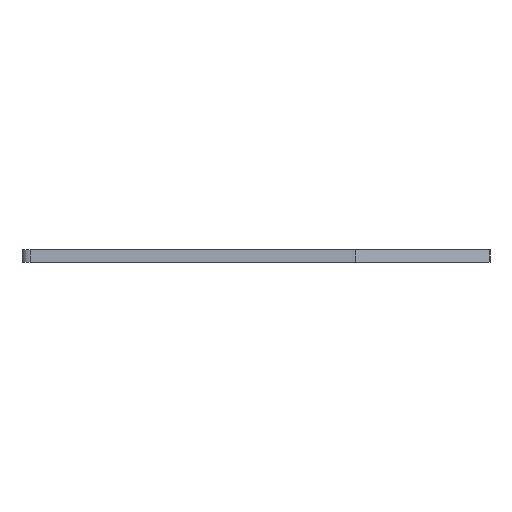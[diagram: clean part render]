
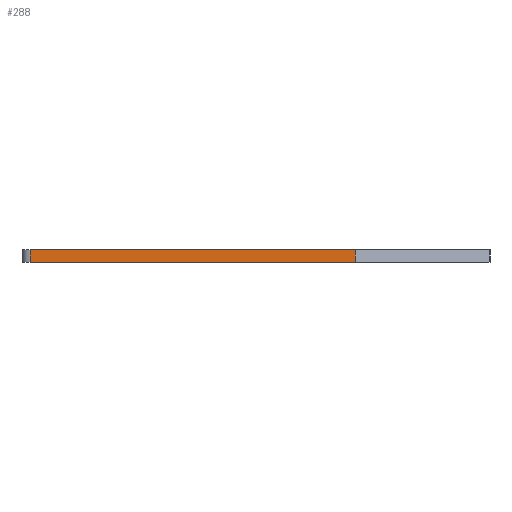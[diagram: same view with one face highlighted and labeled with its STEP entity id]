
A CAD part, left-side view. The second image highlights one B-rep face of the part: STEP entity #288.
In plain terms, the highlighted planar face has unit normal (-1, 0, 0).
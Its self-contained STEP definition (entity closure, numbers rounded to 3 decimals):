
#209 = EDGE_CURVE ( 'NONE', #1302, #1920, #1169, .T. ) ;
#257 = VERTEX_POINT ( 'NONE', #2336 ) ;
#288 = ADVANCED_FACE ( 'NONE', ( #1037 ), #1240, .F. ) ;
#291 = ORIENTED_EDGE ( 'NONE', *, *, #1265, .F. ) ;
#313 = VECTOR ( 'NONE', #1137, 1000. ) ;
#320 = CARTESIAN_POINT ( 'NONE',  ( -26.303, 46.381, 3. ) ) ;
#589 = ORIENTED_EDGE ( 'NONE', *, *, #209, .T. ) ;
#622 = LINE ( 'NONE', #819, #1777 ) ;
#684 = DIRECTION ( 'NONE',  ( 1., 0., 0. ) ) ;
#819 = CARTESIAN_POINT ( 'NONE',  ( -26.303, 46.381, 0. ) ) ;
#868 = CARTESIAN_POINT ( 'NONE',  ( -26.303, -35.437, 10. ) ) ;
#941 = CARTESIAN_POINT ( 'NONE',  ( -26.303, 44.381, 3. ) ) ;
#984 = ORIENTED_EDGE ( 'NONE', *, *, #1769, .T. ) ;
#1037 = FACE_OUTER_BOUND ( 'NONE', #2343, .T. ) ;
#1043 = DIRECTION ( 'NONE',  ( 0., -1., 0. ) ) ;
#1137 = DIRECTION ( 'NONE',  ( 0., -1., 0. ) ) ;
#1169 = LINE ( 'NONE', #1556, #1897 ) ;
#1178 = ORIENTED_EDGE ( 'NONE', *, *, #1888, .F. ) ;
#1240 = PLANE ( 'NONE',  #1490 ) ;
#1265 = EDGE_CURVE ( 'NONE', #1302, #257, #1476, .T. ) ;
#1302 = VERTEX_POINT ( 'NONE', #941 ) ;
#1320 = CARTESIAN_POINT ( 'NONE',  ( -26.303, -35.437, 0. ) ) ;
#1476 = LINE ( 'NONE', #1812, #313 ) ;
#1490 = AXIS2_PLACEMENT_3D ( 'NONE', #320, #684, #1765 ) ;
#1556 = CARTESIAN_POINT ( 'NONE',  ( -26.303, 44.381, 3. ) ) ;
#1608 = LINE ( 'NONE', #868, #1780 ) ;
#1722 = DIRECTION ( 'NONE',  ( 0., 0., -1. ) ) ;
#1765 = DIRECTION ( 'NONE',  ( 0., 1., 0. ) ) ;
#1769 = EDGE_CURVE ( 'NONE', #1920, #2103, #622, .T. ) ;
#1777 = VECTOR ( 'NONE', #1043, 1000. ) ;
#1780 = VECTOR ( 'NONE', #2340, 1000. ) ;
#1812 = CARTESIAN_POINT ( 'NONE',  ( -26.303, 46.381, 3. ) ) ;
#1888 = EDGE_CURVE ( 'NONE', #257, #2103, #1608, .T. ) ;
#1897 = VECTOR ( 'NONE', #1722, 1000. ) ;
#1920 = VERTEX_POINT ( 'NONE', #1957 ) ;
#1957 = CARTESIAN_POINT ( 'NONE',  ( -26.303, 44.381, 0. ) ) ;
#2103 = VERTEX_POINT ( 'NONE', #1320 ) ;
#2336 = CARTESIAN_POINT ( 'NONE',  ( -26.303, -35.437, 3. ) ) ;
#2340 = DIRECTION ( 'NONE',  ( 0., 0., -1. ) ) ;
#2343 = EDGE_LOOP ( 'NONE', ( #984, #1178, #291, #589 ) ) ;
